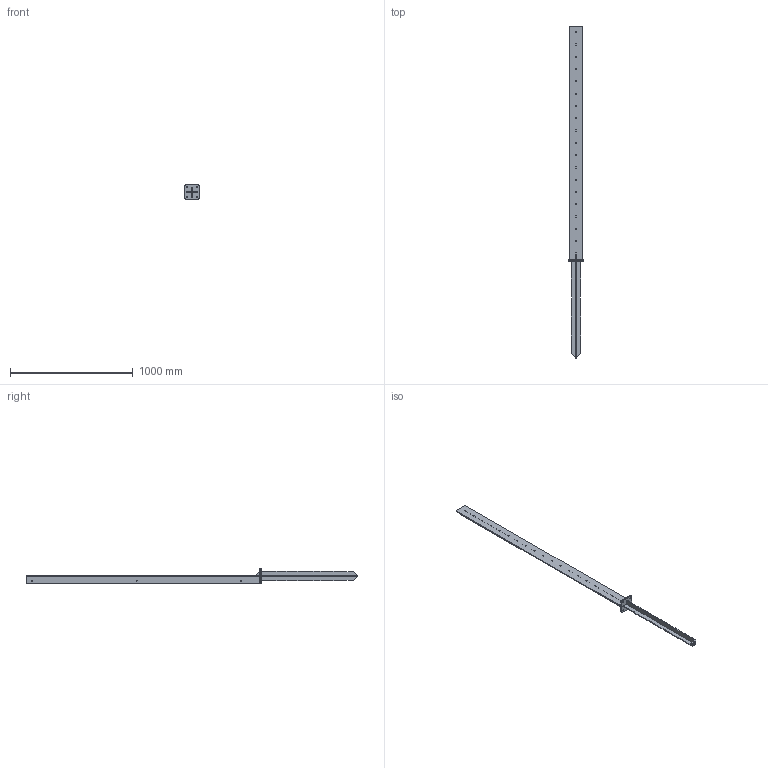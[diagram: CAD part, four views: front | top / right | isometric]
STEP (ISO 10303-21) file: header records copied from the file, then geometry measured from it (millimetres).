
FILE_DESCRIPTION (( 'STEP AP203' ), '1' );
FILE_NAME ('CPP1.STEP', '2019-09-04T08:35:42', ( '' ), ( '' ), 'SwSTEP 2.0', 'SolidWorks 2019', '' );
FILE_SCHEMA (( 'CONFIG_CONTROL_DESIGN' ));
Length unit declared in the file: millimetre
Products named in the file (10): CPP1-T6; CPP1; CPP1-T4; CPP1- top; CPP1-T2; CPP1-T under; socket countersunk head screw_din_DIN 7991 - M8 x 12 --- 3.8N; CPP1-T5; CPP1-T1; CPP1-T3
Assembly tree (12 placements, depth 3):
  CPP1
    CPP1- top
      CPP1-T1
      CPP1-T2
      CPP1-T3
    CPP1-T under
      CPP1-T4
      CPP1-T5
      CPP1-T6
    socket countersunk head screw_din_DIN 7991 - M8 x 12 --- 3.8N  x4
Bounding box: 115 x 2700 x 115 mm (x, y, z)
Volume: 2663772.5 mm3; surface area: 983062.5 mm2
Topology: 10 solids, 10 shells, 459 faces, 1245 edges, 802 vertices
Faces by surface type: plane 370, cylinder 49, cone 32, torus 8
Entity records: 13443 total; most frequent: CARTESIAN_POINT 2182, ORIENTED_EDGE 2150, DIRECTION 1965, EDGE_CURVE 1075, VECTOR 981, LINE 981, VERTEX_POINT 709, AXIS2_PLACEMENT_3D 492
